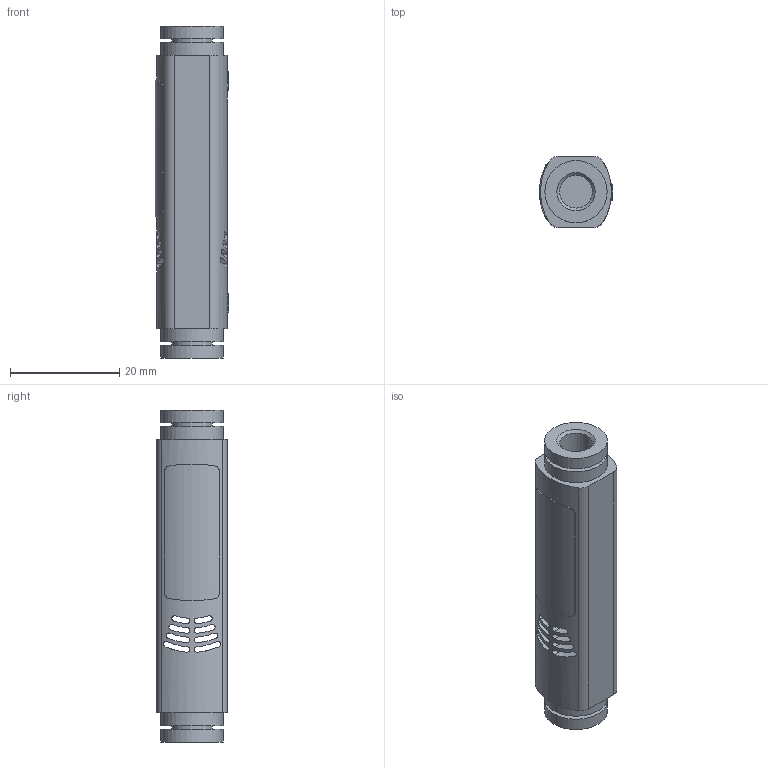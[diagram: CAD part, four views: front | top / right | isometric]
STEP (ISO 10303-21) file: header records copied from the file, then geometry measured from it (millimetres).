
FILE_DESCRIPTION(/* description */ ('Ytterhölje'),/* implementation_level */ '2;1');
FILE_NAME(/* name */ 'Inline Solid 6mm.stp',/* time_stamp */ '2015-01-29T08:50:08+01:00',/* author */ ('Lars'),/* organization */ (''),/* preprocessor_version */ 'ST-DEVELOPER v15.6',/* originating_system */ 'Autodesk Inventor 2015',/* authorisation */ '');
FILE_SCHEMA (('AUTOMOTIVE_DESIGN { 1 0 10303 214 3 1 1 }'));
Length unit declared in the file: millimetre
Products named in the file (1): Inline Solid 6mm
Bounding box: 13.4 x 13 x 60.8 mm (x, y, z)
Volume: 7858.4 mm3; surface area: 4201.6 mm2
Topology: 1 solids, 1 shells, 95 faces, 241 edges, 160 vertices
Faces by surface type: cylinder 56, plane 29, bspline 8, cone 2
Full cylindrical faces by diameter (mm): 6 x2, 7.337 x2, 11.4 x4
Entity records: 3754 total; most frequent: CARTESIAN_POINT 1580, ORIENTED_EDGE 462, DIRECTION 369, EDGE_CURVE 231, VERTEX_POINT 160, AXIS2_PLACEMENT_3D 142, EDGE_LOOP 133, FACE_OUTER_BOUND 95
